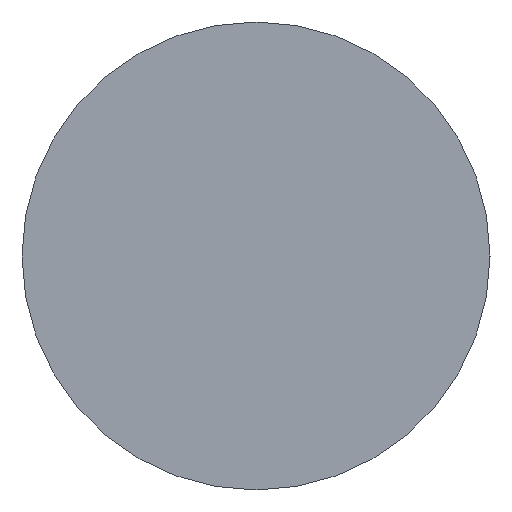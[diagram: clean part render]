
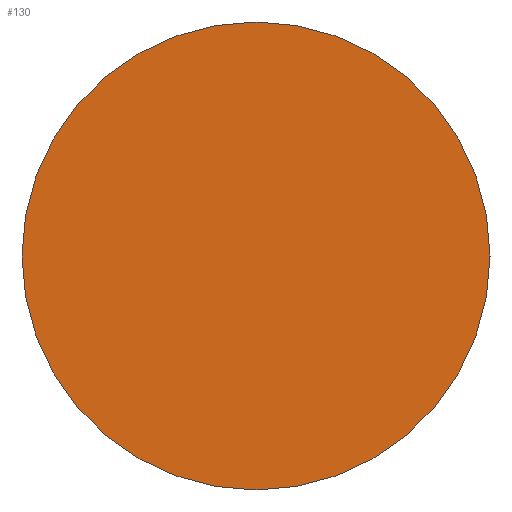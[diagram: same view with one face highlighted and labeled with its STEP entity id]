
A CAD part, left-side view. The second image highlights one B-rep face of the part: STEP entity #130.
In plain terms, the highlighted planar face has unit normal (-1, 0, 0).
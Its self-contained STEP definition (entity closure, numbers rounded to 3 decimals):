
#10 = EDGE_CURVE ( 'NONE', #139, #99, #42, .T. ) ;
#16 = ORIENTED_EDGE ( 'NONE', *, *, #10, .T. ) ;
#28 = CARTESIAN_POINT ( 'NONE',  ( 433.792, 97.541, 0. ) ) ;
#35 = ORIENTED_EDGE ( 'NONE', *, *, #113, .T. ) ;
#39 = DIRECTION ( 'NONE',  ( 0., 0., 1. ) ) ;
#42 = CIRCLE ( 'NONE', #52, 10. ) ;
#52 = AXIS2_PLACEMENT_3D ( 'NONE', #62, #85, #129 ) ;
#55 = CARTESIAN_POINT ( 'NONE',  ( 433.792, 97.541, -10. ) ) ;
#62 = CARTESIAN_POINT ( 'NONE',  ( 433.792, 97.541, 0. ) ) ;
#76 = AXIS2_PLACEMENT_3D ( 'NONE', #137, #103, #89 ) ;
#80 = FACE_OUTER_BOUND ( 'NONE', #159, .T. ) ;
#83 = AXIS2_PLACEMENT_3D ( 'NONE', #28, #183, #39 ) ;
#85 = DIRECTION ( 'NONE',  ( -1., 0., 0. ) ) ;
#89 = DIRECTION ( 'NONE',  ( 0., 0., -1. ) ) ;
#99 = VERTEX_POINT ( 'NONE', #55 ) ;
#103 = DIRECTION ( 'NONE',  ( 1., 0., 0. ) ) ;
#113 = EDGE_CURVE ( 'NONE', #99, #139, #181, .T. ) ;
#120 = CARTESIAN_POINT ( 'NONE',  ( 433.792, 97.541, 10. ) ) ;
#129 = DIRECTION ( 'NONE',  ( 0., 0., 1. ) ) ;
#130 = ADVANCED_FACE ( 'NONE', ( #80 ), #164, .F. ) ;
#137 = CARTESIAN_POINT ( 'NONE',  ( 433.792, 97.541, 0. ) ) ;
#139 = VERTEX_POINT ( 'NONE', #120 ) ;
#159 = EDGE_LOOP ( 'NONE', ( #16, #35 ) ) ;
#164 = PLANE ( 'NONE',  #76 ) ;
#181 = CIRCLE ( 'NONE', #83, 10. ) ;
#183 = DIRECTION ( 'NONE',  ( -1., 0., 0. ) ) ;
